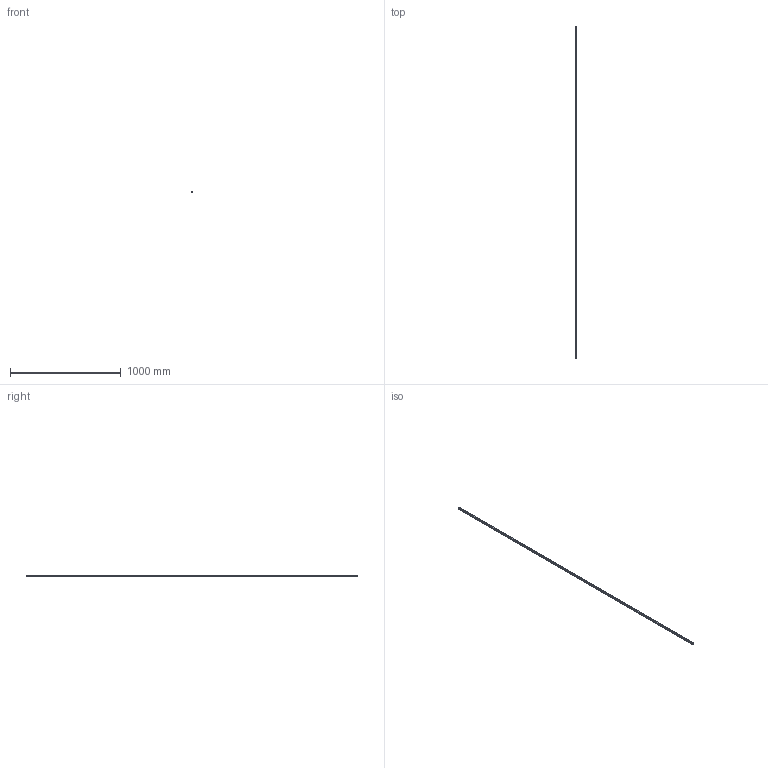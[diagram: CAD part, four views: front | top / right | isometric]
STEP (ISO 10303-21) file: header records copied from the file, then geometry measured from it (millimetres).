
FILE_DESCRIPTION(('STEP AP214'),'1');
FILE_NAME('cctmp_ACA21100-53A3-4259-B181-BD2DAF0234D0_2021_01_19_14_03_50_0997..stp','2021-01-19T13:03:51',('HIWIN GmbH'),('CADClick - www.CADClick.com'),'Spatial InterOp 3D',' ','unknown authorization');
FILE_SCHEMA(('AUTOMOTIVE_DESIGN'));
Length unit declared in the file: millimetre
Products named in the file (1): HGR15T3000C_FILE
Bounding box: 15 x 3000 x 15 mm (x, y, z)
Volume: 563137.2 mm3; surface area: 190290.3 mm2
Topology: 1 solids, 1 shells, 315 faces, 827 edges, 468 vertices
Faces by surface type: cylinder 126, cone 100, plane 89
Entity records: 11457 total; most frequent: DIRECTION 1611, CARTESIAN_POINT 1511, ORIENTED_EDGE 1454, EDGE_CURVE 727, AXIS2_PLACEMENT_3D 568, LINE 475, VECTOR 475, VERTEX_POINT 468
